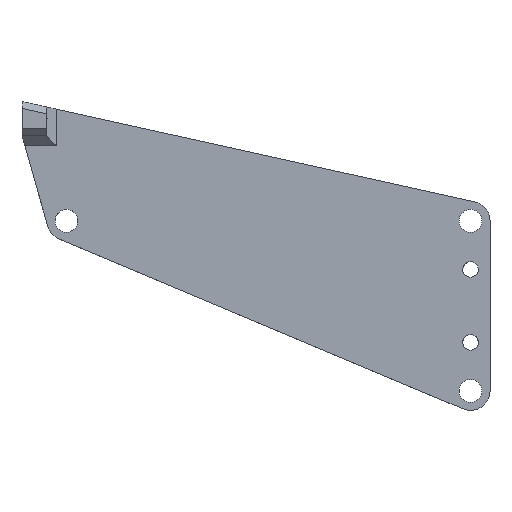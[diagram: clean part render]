
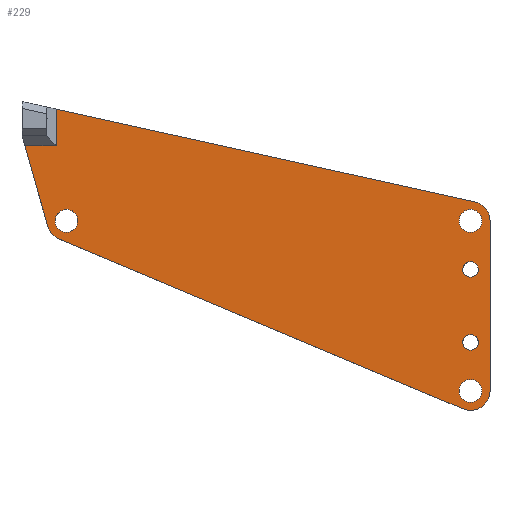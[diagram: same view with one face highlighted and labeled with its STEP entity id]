
A CAD part, top view. The second image highlights one B-rep face of the part: STEP entity #229.
In plain terms, the highlighted planar face has unit normal (0, 0, 1).
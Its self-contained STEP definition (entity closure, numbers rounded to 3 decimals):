
#59=CARTESIAN_POINT('',(132.563,361.793,470.234));
#60=DIRECTION('',(0.,0.,1.));
#61=DIRECTION('',(1.,0.,0.));
#62=AXIS2_PLACEMENT_3D('',#59,#60,#61);
#63=PLANE('',#62);
#64=CARTESIAN_POINT('',(51.798,361.793,470.234));
#65=VERTEX_POINT('',#64);
#66=CARTESIAN_POINT('',(47.098,361.793,470.234));
#67=VERTEX_POINT('',#66);
#68=CARTESIAN_POINT('',(49.448,361.793,470.234));
#69=DIRECTION('',(-0.,-0.,-1.));
#70=DIRECTION('',(1.,0.,-0.));
#71=AXIS2_PLACEMENT_3D('',#68,#69,#70);
#72=CIRCLE('',#71,2.35);
#73=EDGE_CURVE('',#65,#67,#72,.T.);
#74=ORIENTED_EDGE('',*,*,#73,.T.);
#75=CARTESIAN_POINT('',(49.448,361.793,470.234));
#76=DIRECTION('',(-0.,-0.,-1.));
#77=DIRECTION('',(1.,0.,-0.));
#78=AXIS2_PLACEMENT_3D('',#75,#76,#77);
#79=CIRCLE('',#78,2.35);
#80=EDGE_CURVE('',#67,#65,#79,.T.);
#81=ORIENTED_EDGE('',*,*,#80,.T.);
#82=EDGE_LOOP('',(#74,#81));
#83=FACE_BOUND('',#82,.T.);
#84=CARTESIAN_POINT('',(130.213,361.793,470.234));
#85=VERTEX_POINT('',#84);
#86=CARTESIAN_POINT('',(134.913,361.793,470.234));
#87=VERTEX_POINT('',#86);
#88=CARTESIAN_POINT('',(132.563,361.793,470.234));
#89=DIRECTION('',(0.,0.,1.));
#90=DIRECTION('',(1.,0.,-0.));
#91=AXIS2_PLACEMENT_3D('',#88,#89,#90);
#92=CIRCLE('',#91,2.35);
#93=EDGE_CURVE('',#85,#87,#92,.T.);
#94=ORIENTED_EDGE('',*,*,#93,.F.);
#95=CARTESIAN_POINT('',(132.563,361.793,470.234));
#96=DIRECTION('',(0.,0.,1.));
#97=DIRECTION('',(1.,0.,-0.));
#98=AXIS2_PLACEMENT_3D('',#95,#96,#97);
#99=CIRCLE('',#98,2.35);
#100=EDGE_CURVE('',#87,#85,#99,.T.);
#101=ORIENTED_EDGE('',*,*,#100,.F.);
#102=EDGE_LOOP('',(#94,#101));
#103=FACE_BOUND('',#102,.T.);
#104=CARTESIAN_POINT('',(130.213,326.794,470.234));
#105=VERTEX_POINT('',#104);
#106=CARTESIAN_POINT('',(134.913,326.773,470.234));
#107=VERTEX_POINT('',#106);
#108=CARTESIAN_POINT('',(132.563,326.794,470.234));
#109=DIRECTION('',(0.,0.,1.));
#110=DIRECTION('',(1.,-0.009,0.));
#111=AXIS2_PLACEMENT_3D('',#108,#109,#110);
#112=CIRCLE('',#111,2.35);
#113=EDGE_CURVE('',#105,#107,#112,.T.);
#114=ORIENTED_EDGE('',*,*,#113,.F.);
#115=CARTESIAN_POINT('',(132.563,326.794,470.234));
#116=DIRECTION('',(0.,0.,1.));
#117=DIRECTION('',(1.,-0.009,0.));
#118=AXIS2_PLACEMENT_3D('',#115,#116,#117);
#119=CIRCLE('',#118,2.35);
#120=EDGE_CURVE('',#107,#105,#119,.T.);
#121=ORIENTED_EDGE('',*,*,#120,.F.);
#122=EDGE_LOOP('',(#114,#121));
#123=FACE_BOUND('',#122,.T.);
#124=CARTESIAN_POINT('',(134.163,351.794,470.234));
#125=VERTEX_POINT('',#124);
#126=CARTESIAN_POINT('',(134.163,351.794,470.234));
#127=CARTESIAN_POINT('',(134.163,354.994,470.234));
#128=CARTESIAN_POINT('',(130.963,354.994,470.234));
#129=CARTESIAN_POINT('',(130.963,351.794,470.234));
#130=CARTESIAN_POINT('',(130.963,348.594,470.234));
#131=CARTESIAN_POINT('',(134.163,348.594,470.234));
#132=CARTESIAN_POINT('',(134.163,351.794,470.234));
#133=(BOUNDED_CURVE()
B_SPLINE_CURVE(3,(#126,#127,#128,#129,#130,#131,#132),.UNSPECIFIED.,.T.,.F.)
B_SPLINE_CURVE_WITH_KNOTS((4,3,4),(0.,0.5,1.),.UNSPECIFIED.)
CURVE()
GEOMETRIC_REPRESENTATION_ITEM()
RATIONAL_B_SPLINE_CURVE((1.,0.333,0.333,1.,0.333,0.333,1.))
REPRESENTATION_ITEM(''));
#134=EDGE_CURVE('',#125,#125,#133,.T.);
#135=ORIENTED_EDGE('',*,*,#134,.F.);
#136=EDGE_LOOP('',(#135));
#137=FACE_BOUND('',#136,.T.);
#138=CARTESIAN_POINT('',(134.088,337.279,470.234));
#139=VERTEX_POINT('',#138);
#140=CARTESIAN_POINT('',(134.088,337.279,470.234));
#141=CARTESIAN_POINT('',(133.117,340.328,470.234));
#142=CARTESIAN_POINT('',(130.068,339.357,470.234));
#143=CARTESIAN_POINT('',(131.039,336.308,470.234));
#144=CARTESIAN_POINT('',(132.01,333.259,470.234));
#145=CARTESIAN_POINT('',(135.059,334.23,470.234));
#146=CARTESIAN_POINT('',(134.088,337.279,470.234));
#147=(BOUNDED_CURVE()
B_SPLINE_CURVE(3,(#140,#141,#142,#143,#144,#145,#146),.UNSPECIFIED.,.T.,.F.)
B_SPLINE_CURVE_WITH_KNOTS((4,3,4),(0.,0.5,1.),.UNSPECIFIED.)
CURVE()
GEOMETRIC_REPRESENTATION_ITEM()
RATIONAL_B_SPLINE_CURVE((1.,0.333,0.333,1.,0.333,0.333,1.))
REPRESENTATION_ITEM(''));
#148=EDGE_CURVE('',#139,#139,#147,.T.);
#149=ORIENTED_EDGE('',*,*,#148,.F.);
#150=EDGE_LOOP('',(#149));
#151=FACE_BOUND('',#150,.T.);
#152=CARTESIAN_POINT('',(47.335,384.747,470.234));
#153=VERTEX_POINT('',#152);
#154=CARTESIAN_POINT('',(133.428,365.698,470.234));
#155=VERTEX_POINT('',#154);
#156=CARTESIAN_POINT('',(47.335,384.747,470.234));
#157=DIRECTION('',(0.976,-0.216,0.));
#158=VECTOR('',#157,88.175);
#159=LINE('',#156,#158);
#160=EDGE_CURVE('',#153,#155,#159,.T.);
#161=ORIENTED_EDGE('',*,*,#160,.F.);
#162=CARTESIAN_POINT('',(47.335,377.276,470.234));
#163=VERTEX_POINT('',#162);
#164=CARTESIAN_POINT('',(47.335,384.747,470.234));
#165=DIRECTION('',(0.,-1.,0.));
#166=VECTOR('',#165,7.471);
#167=LINE('',#164,#166);
#168=EDGE_CURVE('',#153,#163,#167,.T.);
#169=ORIENTED_EDGE('',*,*,#168,.T.);
#170=CARTESIAN_POINT('',(40.886,377.276,470.234));
#171=VERTEX_POINT('',#170);
#172=CARTESIAN_POINT('',(47.335,377.276,470.234));
#173=DIRECTION('',(-1.,0.,0.));
#174=VECTOR('',#173,6.45);
#175=LINE('',#172,#174);
#176=EDGE_CURVE('',#163,#171,#175,.T.);
#177=ORIENTED_EDGE('',*,*,#176,.T.);
#178=CARTESIAN_POINT('',(45.601,360.699,470.234));
#179=VERTEX_POINT('',#178);
#180=CARTESIAN_POINT('',(40.886,377.276,470.234));
#181=DIRECTION('',(0.274,-0.962,-0.));
#182=VECTOR('',#181,17.235);
#183=LINE('',#180,#182);
#184=EDGE_CURVE('',#171,#179,#183,.T.);
#185=ORIENTED_EDGE('',*,*,#184,.T.);
#186=CARTESIAN_POINT('',(47.896,358.107,470.234));
#187=VERTEX_POINT('',#186);
#188=CARTESIAN_POINT('',(49.448,361.793,470.234));
#189=DIRECTION('',(0.,0.,1.));
#190=DIRECTION('',(1.,0.,-0.));
#191=AXIS2_PLACEMENT_3D('',#188,#189,#190);
#192=CIRCLE('',#191,4.);
#193=EDGE_CURVE('',#179,#187,#192,.T.);
#194=ORIENTED_EDGE('',*,*,#193,.T.);
#195=CARTESIAN_POINT('',(131.011,323.108,470.234));
#196=VERTEX_POINT('',#195);
#197=CARTESIAN_POINT('',(131.011,323.108,470.234));
#198=DIRECTION('',(-0.922,0.388,0.));
#199=VECTOR('',#198,90.183);
#200=LINE('',#197,#199);
#201=EDGE_CURVE('',#196,#187,#200,.T.);
#202=ORIENTED_EDGE('',*,*,#201,.F.);
#203=CARTESIAN_POINT('',(136.563,326.794,470.234));
#204=VERTEX_POINT('',#203);
#205=CARTESIAN_POINT('',(132.563,326.794,470.234));
#206=DIRECTION('',(0.,0.,1.));
#207=DIRECTION('',(1.,0.,-0.));
#208=AXIS2_PLACEMENT_3D('',#205,#206,#207);
#209=CIRCLE('',#208,4.);
#210=EDGE_CURVE('',#196,#204,#209,.T.);
#211=ORIENTED_EDGE('',*,*,#210,.T.);
#212=CARTESIAN_POINT('',(136.563,361.793,470.234));
#213=VERTEX_POINT('',#212);
#214=CARTESIAN_POINT('',(136.563,326.794,470.234));
#215=DIRECTION('',(0.,1.,0.));
#216=VECTOR('',#215,34.999);
#217=LINE('',#214,#216);
#218=EDGE_CURVE('',#204,#213,#217,.T.);
#219=ORIENTED_EDGE('',*,*,#218,.T.);
#220=CARTESIAN_POINT('',(132.563,361.793,470.234));
#221=DIRECTION('',(0.,0.,1.));
#222=DIRECTION('',(1.,0.,-0.));
#223=AXIS2_PLACEMENT_3D('',#220,#221,#222);
#224=CIRCLE('',#223,4.);
#225=EDGE_CURVE('',#213,#155,#224,.T.);
#226=ORIENTED_EDGE('',*,*,#225,.T.);
#227=EDGE_LOOP('',(#161,#169,#177,#185,#194,#202,#211,#219,#226));
#228=FACE_BOUND('',#227,.T.);
#229=ADVANCED_FACE('',(#83,#103,#123,#137,#151,#228),#63,.T.);
